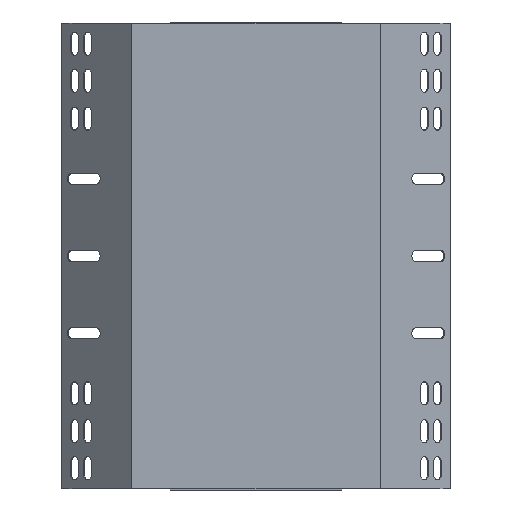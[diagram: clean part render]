
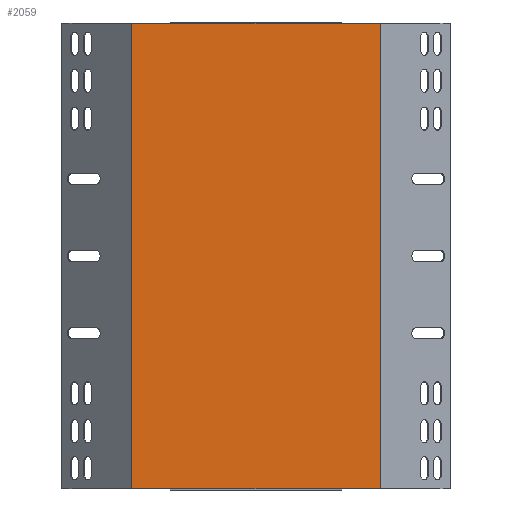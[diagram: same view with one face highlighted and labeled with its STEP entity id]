
A CAD part, front view. The second image highlights one B-rep face of the part: STEP entity #2059.
In plain terms, the highlighted planar face has unit normal (0, -1, 0).
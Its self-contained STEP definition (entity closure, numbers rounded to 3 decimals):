
#1 = VERTEX_POINT ( 'NONE', #4822 ) ;
#32 = CARTESIAN_POINT ( 'NONE',  ( 58.413, -23.927, -175.612 ) ) ;
#59 = CARTESIAN_POINT ( 'NONE',  ( -103.553, -23.927, 125.8 ) ) ;
#126 = LINE ( 'NONE', #4868, #4398 ) ;
#199 = VECTOR ( 'NONE', #1710, 1000. ) ;
#248 = EDGE_CURVE ( 'NONE', #4908, #1, #126, .T. ) ;
#558 = CARTESIAN_POINT ( 'NONE',  ( -103.553, -23.927, -175.8 ) ) ;
#582 = VECTOR ( 'NONE', #1111, 1000. ) ;
#861 = CARTESIAN_POINT ( 'NONE',  ( -102.318, -23.927, 125. ) ) ;
#1049 = VECTOR ( 'NONE', #2336, 1000. ) ;
#1111 = DIRECTION ( 'NONE',  ( 1., 0., 0. ) ) ;
#1189 = ORIENTED_EDGE ( 'NONE', *, *, #248, .F. ) ;
#1710 = DIRECTION ( 'NONE',  ( 0., 0., 1. ) ) ;
#1999 = PLANE ( 'NONE',  #6173 ) ;
#2059 = ADVANCED_FACE ( 'NONE', ( #3266 ), #1999, .F. ) ;
#2336 = DIRECTION ( 'NONE',  ( 1., 0., 0. ) ) ;
#2542 = ORIENTED_EDGE ( 'NONE', *, *, #7114, .T. ) ;
#3142 = DIRECTION ( 'NONE',  ( 0., 1., 0. ) ) ;
#3196 = DIRECTION ( 'NONE',  ( 0., 0., 1. ) ) ;
#3266 = FACE_OUTER_BOUND ( 'NONE', #4560, .T. ) ;
#3407 = LINE ( 'NONE', #558, #582 ) ;
#3928 = CARTESIAN_POINT ( 'NONE',  ( -102.649, -23.927, -175.8 ) ) ;
#3955 = CARTESIAN_POINT ( 'NONE',  ( 58.413, -23.927, 125.8 ) ) ;
#4010 = ORIENTED_EDGE ( 'NONE', *, *, #7246, .F. ) ;
#4052 = LINE ( 'NONE', #59, #1049 ) ;
#4398 = VECTOR ( 'NONE', #3196, 1000. ) ;
#4560 = EDGE_LOOP ( 'NONE', ( #6962, #2542, #4010, #1189 ) ) ;
#4630 = VERTEX_POINT ( 'NONE', #7310 ) ;
#4681 = LINE ( 'NONE', #32, #199 ) ;
#4822 = CARTESIAN_POINT ( 'NONE',  ( -102.649, -23.927, 125.8 ) ) ;
#4868 = CARTESIAN_POINT ( 'NONE',  ( -102.649, -23.927, -175.612 ) ) ;
#4908 = VERTEX_POINT ( 'NONE', #3928 ) ;
#4936 = EDGE_CURVE ( 'NONE', #4908, #4630, #3407, .T. ) ;
#4959 = VERTEX_POINT ( 'NONE', #3955 ) ;
#6173 = AXIS2_PLACEMENT_3D ( 'NONE', #861, #3142, #7222 ) ;
#6962 = ORIENTED_EDGE ( 'NONE', *, *, #4936, .T. ) ;
#7114 = EDGE_CURVE ( 'NONE', #4630, #4959, #4681, .T. ) ;
#7222 = DIRECTION ( 'NONE',  ( 0., 0., 1. ) ) ;
#7246 = EDGE_CURVE ( 'NONE', #1, #4959, #4052, .T. ) ;
#7310 = CARTESIAN_POINT ( 'NONE',  ( 58.413, -23.927, -175.8 ) ) ;
